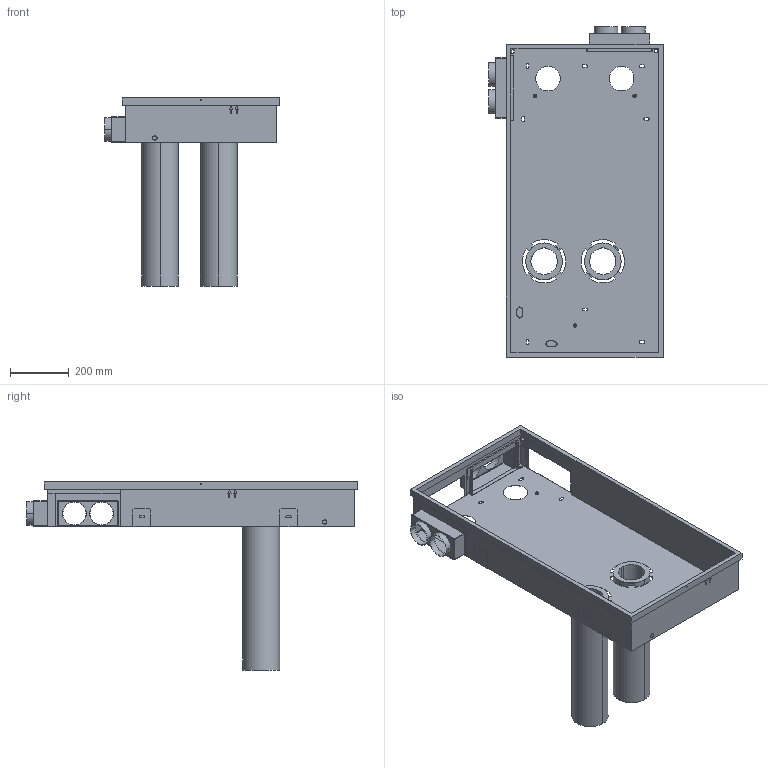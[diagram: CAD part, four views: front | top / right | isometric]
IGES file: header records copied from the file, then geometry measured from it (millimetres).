
Start section: Elysium IGES Interface
Global section: file name: 144HWS-75-RSUP Rohbaumontage-Set-Unterputz.igs; native system: PTC Creo Elements/Direct Modeling 19.0C  15-Aug-2015; preprocessor: Creo Element/Direct IGES_3D V2.2; author: Unknown; organization: Unknown; date: 20200218.182930; units: millimetre
Bounding box: 593.8 x 1125.8 x 641 mm (x, y, z)
Volume: 9605150.8 mm3; surface area: 2826578.6 mm2
Topology: 5 solids, 5 shells, 588 faces, 1599 edges, 1032 vertices
Faces by surface type: bspline 588
